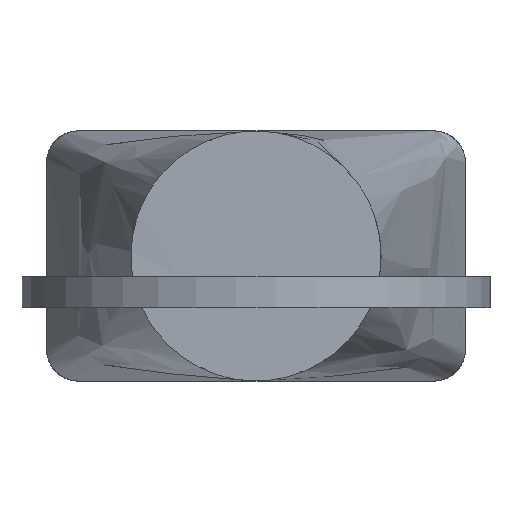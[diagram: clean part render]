
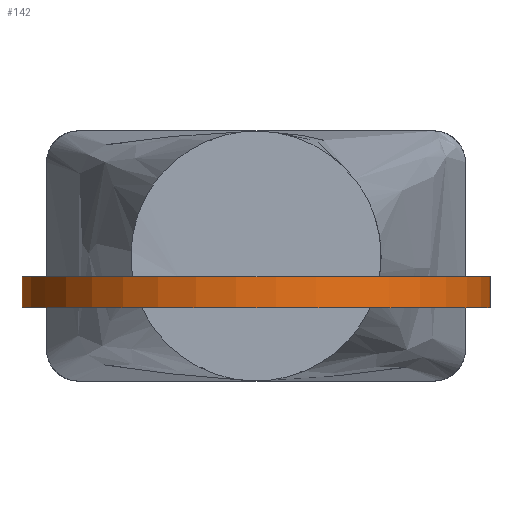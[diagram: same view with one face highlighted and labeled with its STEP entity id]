
A CAD part, left-side view. The second image highlights one B-rep face of the part: STEP entity #142.
In plain terms, the highlighted cylindrical face has radius 3.75 mm (diameter 7.5 mm), a partial arc.
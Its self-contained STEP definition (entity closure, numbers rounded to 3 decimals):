
#142 = ADVANCED_FACE( '', ( #293 ), #294, .T. );
#293 = FACE_OUTER_BOUND( '', #547, .T. );
#294 = CYLINDRICAL_SURFACE( '', #548, 3.75 );
#547 = EDGE_LOOP( '', ( #1178, #1179, #1180, #1181 ) );
#548 = AXIS2_PLACEMENT_3D( '', #1182, #1183, #1184 );
#1178 = ORIENTED_EDGE( '', *, *, #1339, .F. );
#1179 = ORIENTED_EDGE( '', *, *, #1402, .T. );
#1180 = ORIENTED_EDGE( '', *, *, #1415, .T. );
#1181 = ORIENTED_EDGE( '', *, *, #1299, .F. );
#1182 = CARTESIAN_POINT( '', ( -25., 0., 0.5 ) );
#1183 = DIRECTION( '', ( 0., 0., 1. ) );
#1184 = DIRECTION( '', ( -1., 0., 0. ) );
#1299 = EDGE_CURVE( '', #1493, #1495, #1496, .T. );
#1339 = EDGE_CURVE( '', #1562, #1493, #1564, .T. );
#1402 = EDGE_CURVE( '', #1562, #1655, #1657, .T. );
#1415 = EDGE_CURVE( '', #1655, #1495, #1674, .T. );
#1493 = VERTEX_POINT( '', #1805 );
#1495 = VERTEX_POINT( '', #1807 );
#1496 = CIRCLE( '', #1808, 3.75 );
#1562 = VERTEX_POINT( '', #1954 );
#1564 = LINE( '', #1956, #1957 );
#1655 = VERTEX_POINT( '', #2165 );
#1657 = CIRCLE( '', #2167, 3.75 );
#1674 = LINE( '', #2201, #2202 );
#1805 = CARTESIAN_POINT( '', ( -22., -2.25, 0. ) );
#1807 = CARTESIAN_POINT( '', ( -22., 2.25, 0. ) );
#1808 = AXIS2_PLACEMENT_3D( '', #2328, #2329, #2330 );
#1954 = CARTESIAN_POINT( '', ( -22., -2.25, 0.5 ) );
#1956 = CARTESIAN_POINT( '', ( -22., -2.25, 0.5 ) );
#1957 = VECTOR( '', #2355, 1000. );
#2165 = CARTESIAN_POINT( '', ( -22., 2.25, 0.5 ) );
#2167 = AXIS2_PLACEMENT_3D( '', #2385, #2386, #2387 );
#2201 = CARTESIAN_POINT( '', ( -22., 2.25, 0.5 ) );
#2202 = VECTOR( '', #2391, 1000. );
#2328 = CARTESIAN_POINT( '', ( -25., 0., 0. ) );
#2329 = DIRECTION( '', ( 0., 0., -1. ) );
#2330 = DIRECTION( '', ( 1., 0., 0. ) );
#2355 = DIRECTION( '', ( 0., 0., -1. ) );
#2385 = CARTESIAN_POINT( '', ( -25., 0., 0.5 ) );
#2386 = DIRECTION( '', ( 0., 0., -1. ) );
#2387 = DIRECTION( '', ( 1., 0., 0. ) );
#2391 = DIRECTION( '', ( 0., 0., -1. ) );
